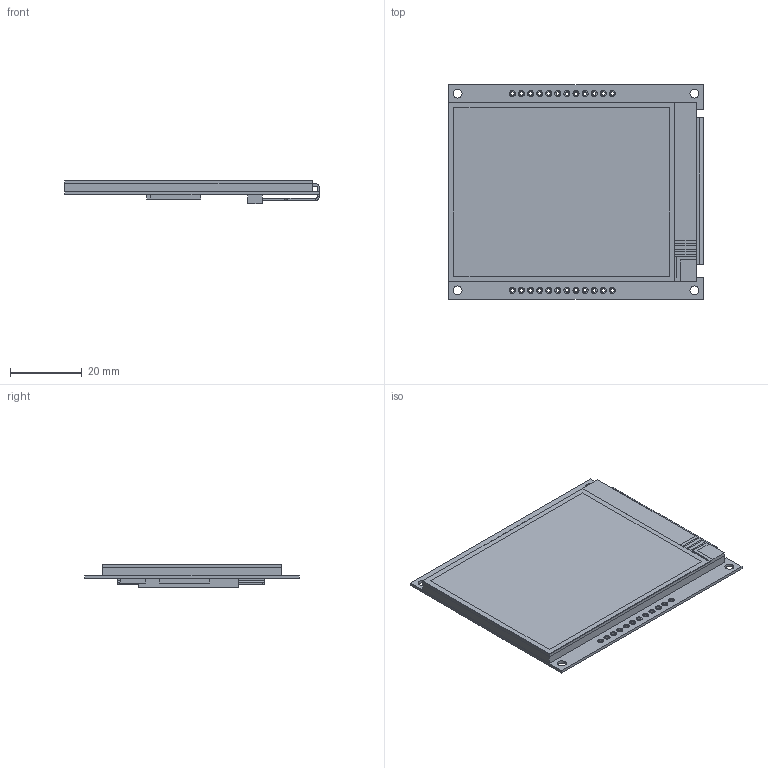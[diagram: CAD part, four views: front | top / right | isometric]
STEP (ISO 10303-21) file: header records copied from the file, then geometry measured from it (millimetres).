
FILE_DESCRIPTION((''),'2;1');
FILE_NAME('DISPLAYTECH_INT028ATFT.stp','2013-01-14T17:06:05',(''),(''),'Mechanical Desktop 2011','Mechanical Desktop 2011',', , ');
FILE_SCHEMA(('AUTOMOTIVE_DESIGN { 1 2 10303 214 1 1 1 1 }'));
Length unit declared in the file: millimetre
Products named in the file (1): Product
Bounding box: 71.2 x 60 x 6.55 mm (x, y, z)
Volume: 15588.8 mm3; surface area: 27000.2 mm2
Topology: 63 solids, 63 shells, 490 faces, 1086 edges, 724 vertices
Faces by surface type: plane 319, cylinder 162, bspline 9
Entity records: 13784 total; most frequent: DIRECTION 2374, CARTESIAN_POINT 2328, ORIENTED_EDGE 2172, EDGE_CURVE 1086, AXIS2_PLACEMENT_3D 806, VECTOR 762, LINE 762, VERTEX_POINT 724
